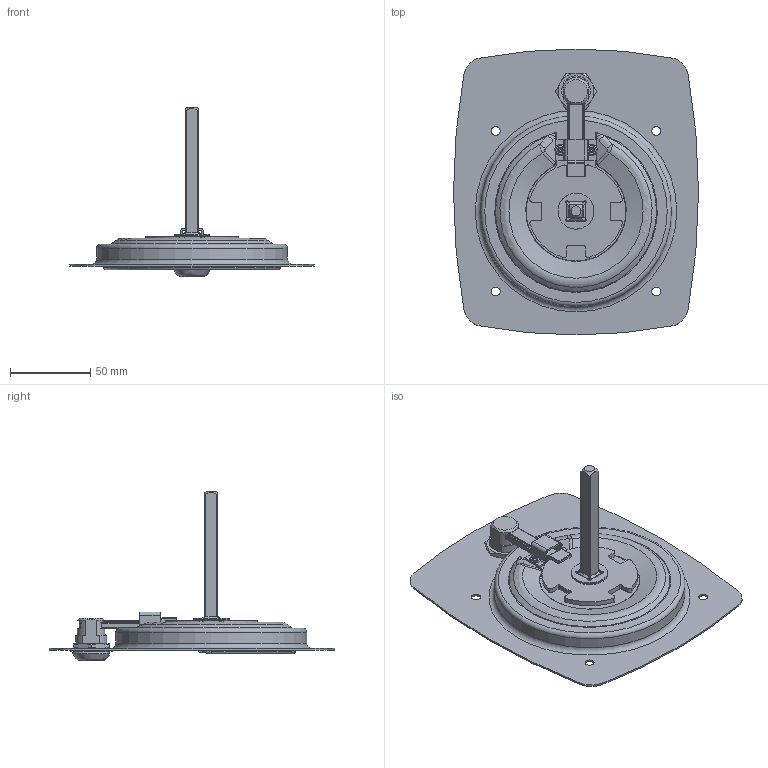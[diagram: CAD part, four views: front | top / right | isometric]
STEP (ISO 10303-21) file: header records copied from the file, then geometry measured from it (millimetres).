
FILE_DESCRIPTION((''),'2;1');
FILE_NAME('9000-SS.stp','2013-07-29T08:41:22',('fredp'),(''),'Autodesk Inventor 2013','Autodesk Inventor 2013','');
FILE_SCHEMA(('AUTOMOTIVE_DESIGN { 1 0 10303 214 1 1 1 1 }'));
Length unit declared in the file: inch
Products named in the file (1): 9000-SS
Bounding box: 152.4 x 177.8 x 105.65 mm (x, y, z)
Volume: 86058 mm3; surface area: 93136.8 mm2
Topology: 19 solids, 19 shells, 1663 faces, 4164 edges, 2565 vertices
Faces by surface type: plane 1111, cylinder 322, bspline 144, torus 39, cone 31, sphere 16
Full cylindrical faces by diameter (mm): 1.397 x1, 2.515 x1, 2.667 x1, 2.794 x2, 3.124 x2, 3.251 x4, 3.366 x2, 3.701 x2, 3.81 x1, 3.962 x2, 4.064 x4, 4.343 x2, 5.563 x4, 5.664 x2, 12.192 x1, 12.7 x2, 12.878 x1, 13.462 x1, 14.3 x1, 14.605 x1, 15.748 x1, 15.875 x1, 16.011 x1, 16.129 x1, 17.907 x1, 22.352 x2, 26.187 x1, 27 x1, 116.586 x1, 118.72 x1
Entity records: 52366 total; most frequent: CARTESIAN_POINT 12536, ORIENTED_EDGE 8058, DIRECTION 7820, EDGE_CURVE 4029, AXIS2_PLACEMENT_3D 2690, VERTEX_POINT 2540, VECTOR 2440, LINE 2440
